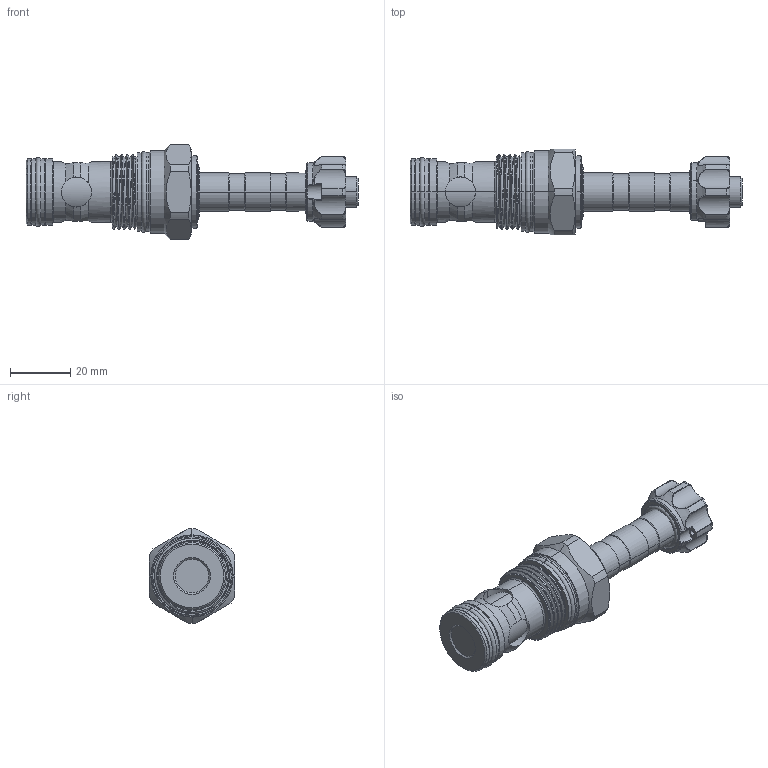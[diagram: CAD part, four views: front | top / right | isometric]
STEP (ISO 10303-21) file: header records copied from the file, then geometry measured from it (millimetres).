
FILE_DESCRIPTION (( 'STEP AP203' ), '1' );
FILE_NAME ('EP5A2A09M05.STEP', '2024-12-04T03:59:48', ( '' ), ( '' ), 'SwSTEP 2.0', 'SolidWorks 2018', '' );
FILE_SCHEMA (( 'CONFIG_CONTROL_DESIGN' ));
Length unit declared in the file: millimetre
Products named in the file (1): EP5A2A09M05
Bounding box: 110.5 x 28.57 x 31.6 mm (x, y, z)
Volume: 34704.3 mm3; surface area: 9819 mm2
Topology: 1 solids, 2 shells, 313 faces, 767 edges, 478 vertices
Faces by surface type: cylinder 145, cone 52, bspline 41, torus 39, plane 36
Entity records: 18310 total; most frequent: CARTESIAN_POINT 11303, ORIENTED_EDGE 1530, DIRECTION 1386, EDGE_CURVE 765, AXIS2_PLACEMENT_3D 603, VERTEX_POINT 478, EDGE_LOOP 339, CIRCLE 330
